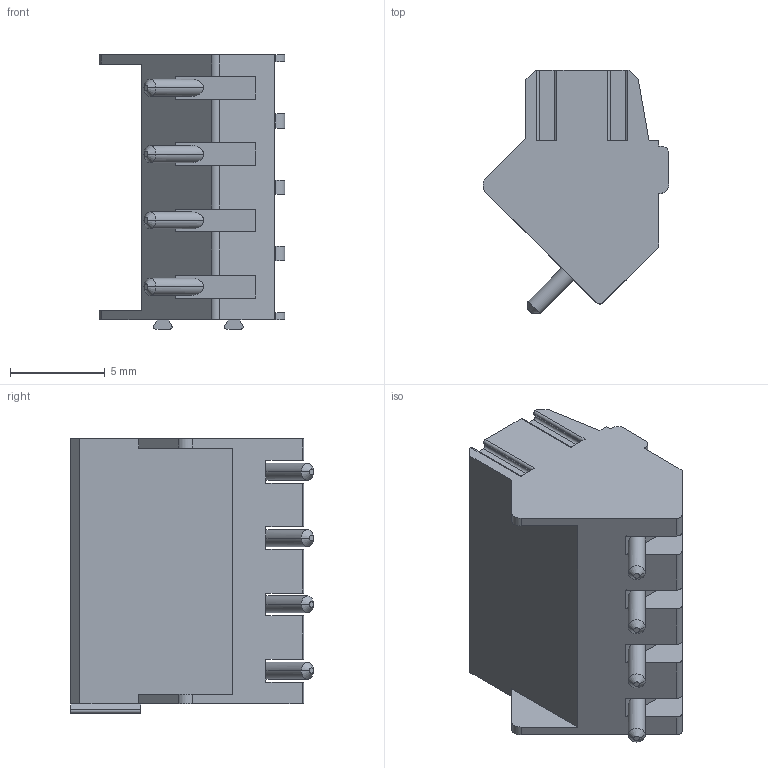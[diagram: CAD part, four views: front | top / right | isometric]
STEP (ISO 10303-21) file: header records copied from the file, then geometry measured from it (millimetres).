
FILE_DESCRIPTION((''),'2;1');
FILE_NAME('PRT0050','2024-10-18T',('yanfa'),(''),'PRO/ENGINEER BY PARAMETRIC TECHNOLOGY CORPORATION, 2009280','PRO/ENGINEER BY PARAMETRIC TECHNOLOGY CORPORATION, 2009280','');
FILE_SCHEMA(('AUTOMOTIVE_DESIGN_CC2 { 1 2 10303 214 -1 1 5 2 }'));
Length unit declared in the file: millimetre
Products named in the file (1): PRT0050
Bounding box: 9.81 x 12.83 x 14.5 mm (x, y, z)
Volume: 812.5 mm3; surface area: 1175 mm2
Topology: 1 solids, 1 shells, 324 faces, 882 edges, 572 vertices
Faces by surface type: plane 215, cylinder 77, cone 24, torus 8
Entity records: 10305 total; most frequent: CARTESIAN_POINT 1983, ORIENTED_EDGE 1764, DIRECTION 1692, EDGE_CURVE 882, VECTOR 672, LINE 672, VERTEX_POINT 572, AXIS2_PLACEMENT_3D 510
